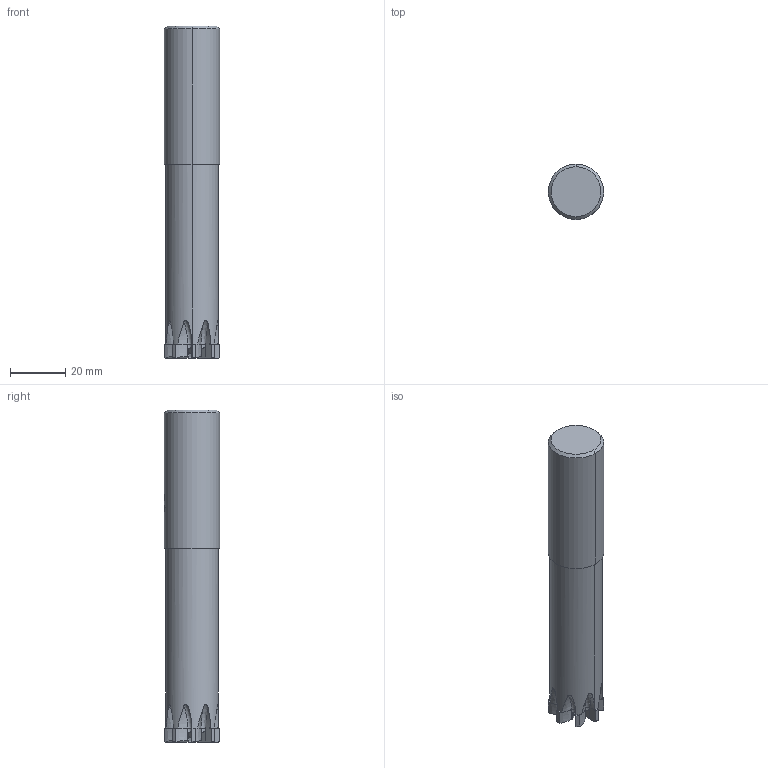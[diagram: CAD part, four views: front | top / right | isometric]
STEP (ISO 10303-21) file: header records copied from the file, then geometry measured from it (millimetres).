
FILE_DESCRIPTION(('no description'),'unknown implementation level');
FILE_NAME('solidpdc6A5uS6LGsot76FUduJ_X1Ntw_1.STP',' ',('CIM GmbH Aachen'),('CADClick - KiM GmbH - www.kimweb.de'),'unknown preprocess','ACIS','unknown authorization');
FILE_SCHEMA(('automotive_design'));
Length unit declared in the file: millimetre
Products named in the file (2): 1; 2
Bounding box: 20 x 20 x 120 mm (x, y, z)
Volume: 34614.7 mm3; surface area: 8793.2 mm2
Topology: 2 solids, 2 shells, 185 faces, 555 edges, 374 vertices
Faces by surface type: plane 92, bspline 32, revolution 24, cylinder 15, cone 12, torus 10
Entity records: 14727 total; most frequent: CARTESIAN_POINT 3949, STYLED_ITEM 1116, PRESENTATION_STYLE_ASSIGNMENT 1116, COLOUR_RGB 1116, ORIENTED_EDGE 1110, DIRECTION 772, EDGE_CURVE 555, CURVE_STYLE 555
